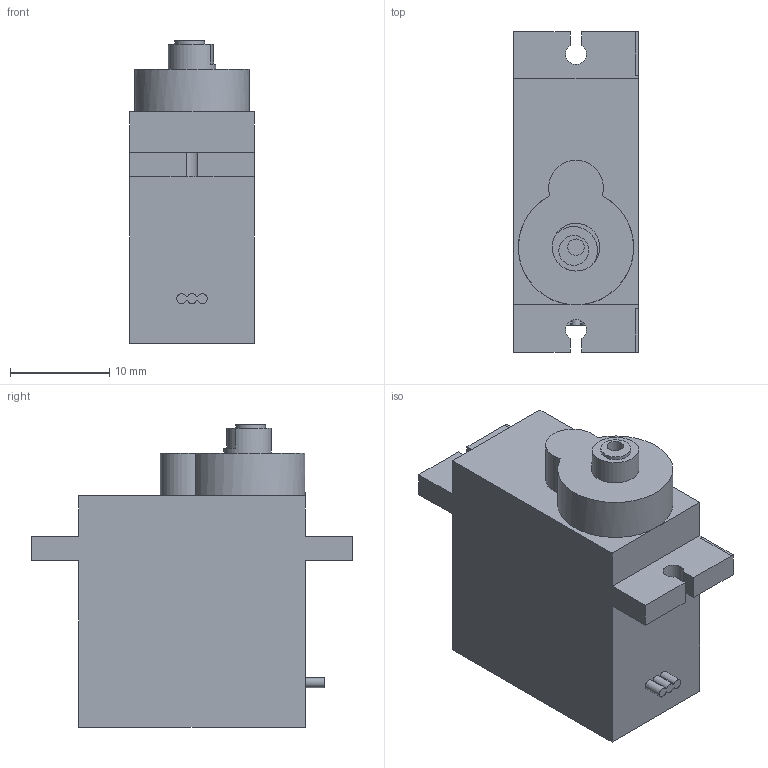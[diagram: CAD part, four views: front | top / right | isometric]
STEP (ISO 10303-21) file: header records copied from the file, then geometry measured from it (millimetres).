
FILE_DESCRIPTION(/* description */ (''),/* implementation_level */ '2;1');
FILE_NAME(/* name */ 'SG90 servo1.step',/* time_stamp */ '2024-01-27T11:18:35+03:00',/* author */ (''),/* organization */ (''),/* preprocessor_version */ 'ST-DEVELOPER v20',/* originating_system */ 'Autodesk Translation Framework v12.14.0.127',/* authorisation */ '');
FILE_SCHEMA (('AUTOMOTIVE_DESIGN { 1 0 10303 214 3 1 1 }'));
Length unit declared in the file: millimetre
Products named in the file (1): SG90 servo
Bounding box: 12.5 x 32.25 x 30.45 mm (x, y, z)
Volume: 7446.8 mm3; surface area: 2766 mm2
Topology: 1 solids, 1 shells, 46 faces, 119 edges, 79 vertices
Faces by surface type: plane 30, cylinder 16
Full cylindrical faces by diameter (mm): 1.65 x1, 3 x1, 4.8 x1
Entity records: 1448 total; most frequent: DIRECTION 246, CARTESIAN_POINT 245, ORIENTED_EDGE 238, EDGE_CURVE 119, LINE 86, VECTOR 86, AXIS2_PLACEMENT_3D 80, VERTEX_POINT 79
